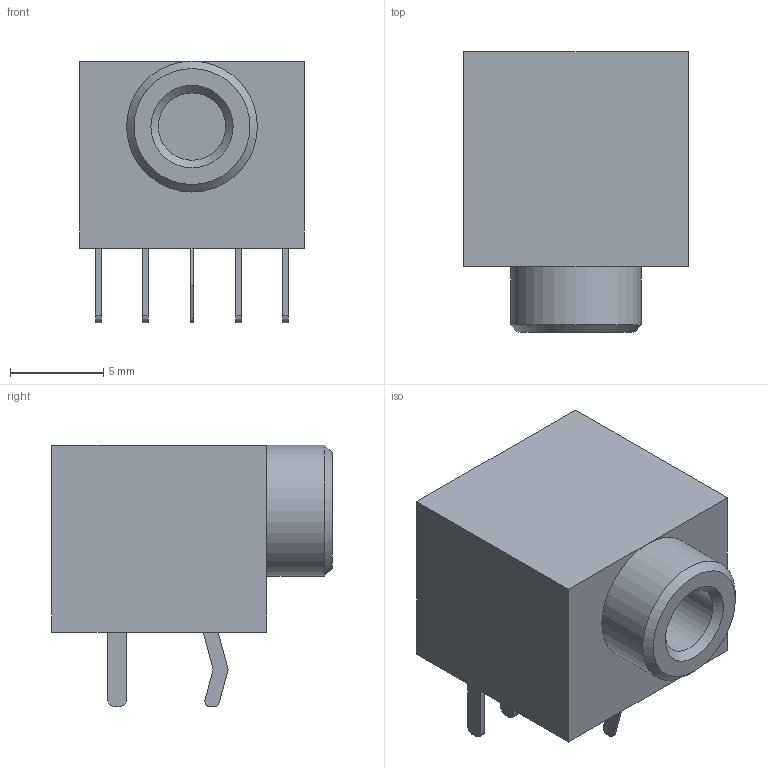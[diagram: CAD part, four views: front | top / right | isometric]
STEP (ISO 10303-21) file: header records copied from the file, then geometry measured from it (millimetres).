
FILE_DESCRIPTION(('FreeCAD Model'),'2;1');
FILE_NAME('Open CASCADE Shape Model','2022-07-07T17:17:59',(''),(''), 'Open CASCADE STEP processor 7.6','FreeCAD','Unknown');
FILE_SCHEMA(('AUTOMOTIVE_DESIGN { 1 0 10303 214 1 1 1 1 }'));
Length unit declared in the file: millimetre
Products named in the file (1): Body
Bounding box: 12 x 15 x 14 mm (x, y, z)
Volume: 1415.4 mm3; surface area: 976.4 mm2
Topology: 1 solids, 1 shells, 49 faces, 122 edges, 80 vertices
Faces by surface type: plane 35, cylinder 12, cone 2
Full cylindrical faces by diameter (mm): 3.6 x1, 7 x1
Entity records: 3054 total; most frequent: CARTESIAN_POINT 555, DIRECTION 476, LINE 308, VECTOR 308, ORIENTED_EDGE 240, PCURVE 240, DEFINITIONAL_REPRESENTATION 240, EDGE_CURVE 120
